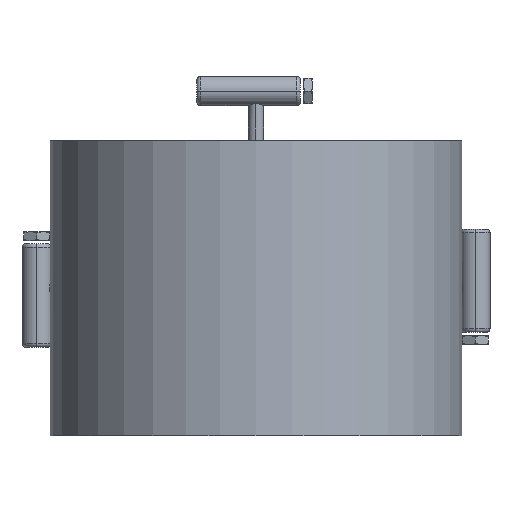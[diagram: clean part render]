
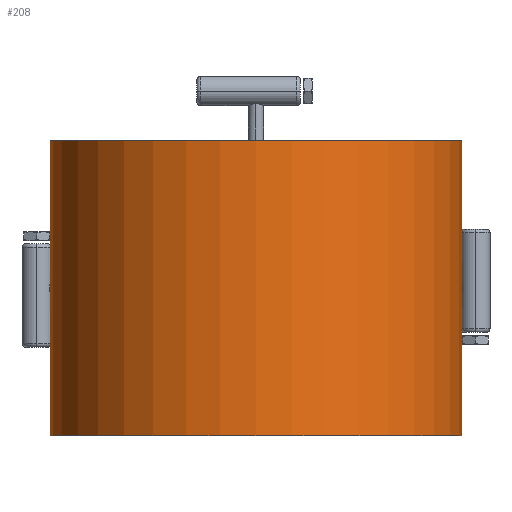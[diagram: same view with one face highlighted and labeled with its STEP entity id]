
A CAD part, front view. The second image highlights one B-rep face of the part: STEP entity #208.
In plain terms, the highlighted cylindrical face has radius 88.608 mm (diameter 177.216 mm), a partial arc.
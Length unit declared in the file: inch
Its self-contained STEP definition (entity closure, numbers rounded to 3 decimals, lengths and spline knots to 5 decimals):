
#6=CARTESIAN_POINT('',(0.,0.,-2.5));
#7=DIRECTION('',(0.,0.,1.));
#8=DIRECTION('',(-1.,0.,0.));
#9=AXIS2_PLACEMENT_3D('',#6,#7,#8);
#21=DIRECTION('',(0.,0.,1.));
#22=VECTOR('',#21,5.);
#23=CARTESIAN_POINT('',(3.4885,0.,-2.5));
#24=LINE('',#23,#22);
#59=DIRECTION('',(0.,0.,1.));
#60=VECTOR('',#59,5.);
#61=CARTESIAN_POINT('',(-3.4885,0.,-2.5));
#62=LINE('',#61,#60);
#68=CARTESIAN_POINT('',(0.,0.,2.5));
#69=DIRECTION('',(0.,0.,1.));
#70=DIRECTION('',(-1.,0.,0.));
#71=AXIS2_PLACEMENT_3D('',#68,#69,#70);
#137=CARTESIAN_POINT('',(3.4885,0.,-2.5));
#138=CARTESIAN_POINT('',(-3.4885,0.,-2.5));
#139=VERTEX_POINT('',#137);
#140=VERTEX_POINT('',#138);
#145=CARTESIAN_POINT('',(3.4885,0.,2.5));
#146=CARTESIAN_POINT('',(-3.4885,0.,2.5));
#147=VERTEX_POINT('',#145);
#148=VERTEX_POINT('',#146);
#196=CARTESIAN_POINT('',(0.,0.,-2.5));
#197=DIRECTION('',(0.,0.,1.));
#198=DIRECTION('',(1.,0.,0.));
#199=AXIS2_PLACEMENT_3D('',#196,#197,#198);
#200=CYLINDRICAL_SURFACE('',#199,3.4885);
#201=ORIENTED_EDGE('',*,*,#164,.F.);
#202=ORIENTED_EDGE('',*,*,#185,.T.);
#204=ORIENTED_EDGE('',*,*,#203,.T.);
#205=ORIENTED_EDGE('',*,*,#181,.F.);
#206=EDGE_LOOP('',(#201,#202,#204,#205));
#207=FACE_OUTER_BOUND('',#206,.F.);
#10=CIRCLE('',#9,3.4885);
#72=CIRCLE('',#71,3.4885);
#164=EDGE_CURVE('',#140,#139,#10,.T.);
#181=EDGE_CURVE('',#139,#147,#24,.T.);
#185=EDGE_CURVE('',#140,#148,#62,.T.);
#203=EDGE_CURVE('',#148,#147,#72,.T.);
#208=ADVANCED_FACE('',(#207),#200,.T.);
